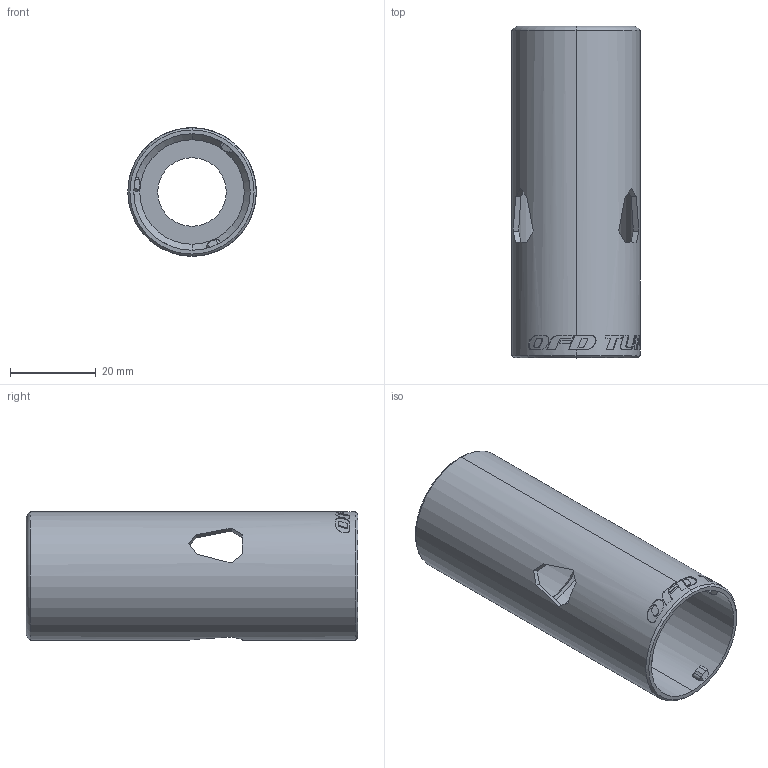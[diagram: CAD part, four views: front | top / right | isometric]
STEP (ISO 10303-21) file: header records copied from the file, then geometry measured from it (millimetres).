
FILE_DESCRIPTION (( 'STEP AP203' ), '1' );
FILE_NAME ('Turbine_Shroud_Gnurled_v2.STEP', '2022-05-17T14:00:24', ( '' ), ( '' ), 'SwSTEP 2.0', 'SolidWorks 2014', '' );
FILE_SCHEMA (( 'CONFIG_CONTROL_DESIGN' ));
Length unit declared in the file: millimetre
Products named in the file (1): Turbine_Shroud_Gnurled_v2
Bounding box: 30 x 77.5 x 30 mm (x, y, z)
Volume: 10267.5 mm3; surface area: 14687.4 mm2
Topology: 1 solids, 1 shells, 302 faces, 826 edges, 543 vertices
Faces by surface type: bspline 152, plane 88, cylinder 41, cone 19, torus 2
Entity records: 20702 total; most frequent: CARTESIAN_POINT 14447, ORIENTED_EDGE 1652, EDGE_CURVE 826, DIRECTION 716, VERTEX_POINT 543, B_SPLINE_CURVE_WITH_KNOTS 528, EDGE_LOOP 327, AXIS2_PLACEMENT_3D 315
